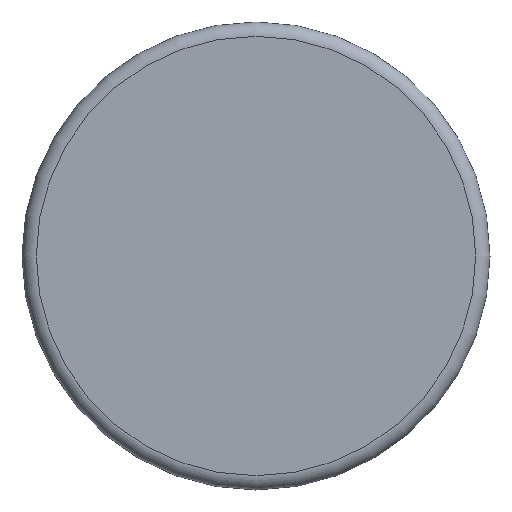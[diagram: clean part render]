
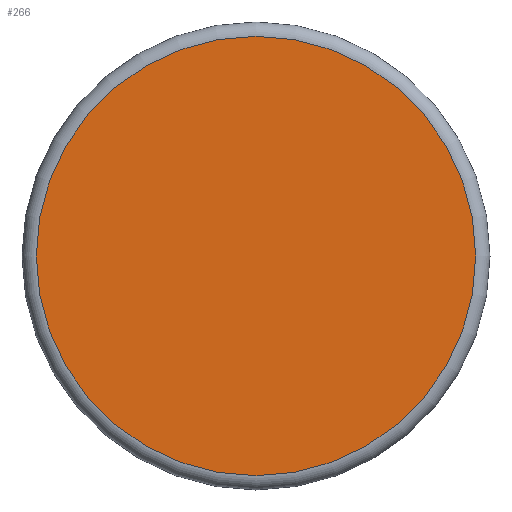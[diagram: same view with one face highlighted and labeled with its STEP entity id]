
A CAD part, front view. The second image highlights one B-rep face of the part: STEP entity #266.
In plain terms, the highlighted planar face has unit normal (0, -1, 0).
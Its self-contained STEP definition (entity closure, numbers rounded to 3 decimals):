
#60=FACE_OUTER_BOUND('',#77,.T.);
#77=EDGE_LOOP('',(#210,#211));
#104=CIRCLE('',#319,11.5);
#105=CIRCLE('',#320,11.5);
#132=VERTEX_POINT('',#504);
#133=VERTEX_POINT('',#505);
#162=EDGE_CURVE('',#132,#133,#104,.T.);
#163=EDGE_CURVE('',#133,#132,#105,.T.);
#210=ORIENTED_EDGE('',*,*,#162,.T.);
#211=ORIENTED_EDGE('',*,*,#163,.T.);
#256=PLANE('',#318);
#266=ADVANCED_FACE('',(#60),#256,.T.);
#318=AXIS2_PLACEMENT_3D('',#503,#386,#387);
#319=AXIS2_PLACEMENT_3D('',#506,#388,#389);
#320=AXIS2_PLACEMENT_3D('',#507,#390,#391);
#386=DIRECTION('center_axis',(0.,-1.,0.));
#387=DIRECTION('ref_axis',(0.,0.,1.));
#388=DIRECTION('center_axis',(0.,-1.,0.));
#389=DIRECTION('ref_axis',(1.,0.,0.));
#390=DIRECTION('center_axis',(0.,-1.,0.));
#391=DIRECTION('ref_axis',(1.,0.,0.));
#503=CARTESIAN_POINT('Origin',(5.75,0.,0.));
#504=CARTESIAN_POINT('',(11.5,0.,0.));
#505=CARTESIAN_POINT('',(0.,0.,-11.5));
#506=CARTESIAN_POINT('Origin',(0.,0.,
0.));
#507=CARTESIAN_POINT('Origin',(0.,0.,
0.));
